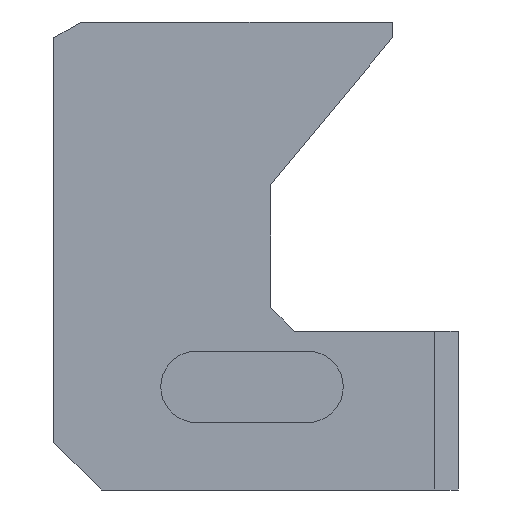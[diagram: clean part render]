
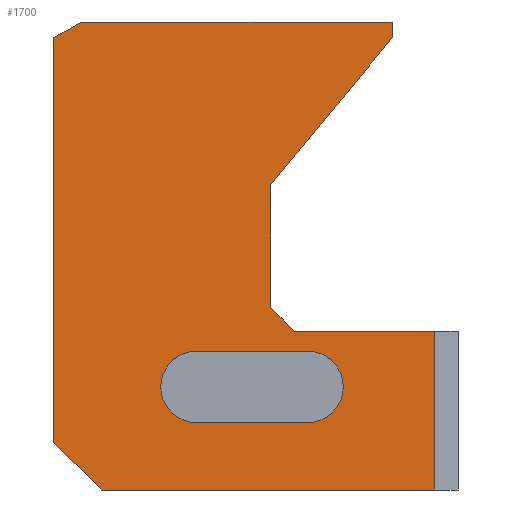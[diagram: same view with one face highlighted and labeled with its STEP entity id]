
A CAD part, front view. The second image highlights one B-rep face of the part: STEP entity #1700.
In plain terms, the highlighted planar face has unit normal (0, -1, 0).
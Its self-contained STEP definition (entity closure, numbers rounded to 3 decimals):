
#20 = AXIS2_PLACEMENT_3D ( 'NONE', #1953, #1980, #67 ) ;
#67 = DIRECTION ( 'NONE',  ( 0., 0., -1. ) ) ;
#98 = AXIS2_PLACEMENT_3D ( 'NONE', #2182, #1270, #424 ) ;
#171 = VECTOR ( 'NONE', #2044, 1000. ) ;
#193 = PLANE ( 'NONE',  #527 ) ;
#216 = VERTEX_POINT ( 'NONE', #2126 ) ;
#230 = LINE ( 'NONE', #2543, #1671 ) ;
#249 = VERTEX_POINT ( 'NONE', #2315 ) ;
#265 = CARTESIAN_POINT ( 'NONE',  ( 1.1, 17., -33. ) ) ;
#270 = VECTOR ( 'NONE', #1235, 1000. ) ;
#287 = LINE ( 'NONE', #2689, #2122 ) ;
#321 = VERTEX_POINT ( 'NONE', #542 ) ;
#338 = VERTEX_POINT ( 'NONE', #1602 ) ;
#361 = VERTEX_POINT ( 'NONE', #930 ) ;
#364 = DIRECTION ( 'NONE',  ( 0., 0., -1. ) ) ;
#404 = LINE ( 'NONE', #1448, #1781 ) ;
#424 = DIRECTION ( 'NONE',  ( 0., 0., -1. ) ) ;
#426 = CARTESIAN_POINT ( 'NONE',  ( 0., 17., -35.5 ) ) ;
#459 = EDGE_LOOP ( 'NONE', ( #2702, #2017, #486, #2066 ) ) ;
#463 = EDGE_CURVE ( 'NONE', #1726, #2432, #1667, .T. ) ;
#480 = ORIENTED_EDGE ( 'NONE', *, *, #751, .F. ) ;
#483 = DIRECTION ( 'NONE',  ( 0.707, 0., -0.707 ) ) ;
#486 = ORIENTED_EDGE ( 'NONE', *, *, #1482, .F. ) ;
#487 = CARTESIAN_POINT ( 'NONE',  ( 13.45, 17., 6. ) ) ;
#516 = DIRECTION ( 'NONE',  ( 0., 0., 1. ) ) ;
#527 = AXIS2_PLACEMENT_3D ( 'NONE', #1876, #2262, #364 ) ;
#542 = CARTESIAN_POINT ( 'NONE',  ( -25.75, 17., 6. ) ) ;
#575 = EDGE_CURVE ( 'NONE', #2667, #2272, #1320, .T. ) ;
#582 = ORIENTED_EDGE ( 'NONE', *, *, #463, .F. ) ;
#584 = EDGE_CURVE ( 'NONE', #2272, #361, #230, .T. ) ;
#592 = DIRECTION ( 'NONE',  ( 0., 0., 1. ) ) ;
#595 = CARTESIAN_POINT ( 'NONE',  ( 13.45, 17., 4. ) ) ;
#620 = CARTESIAN_POINT ( 'NONE',  ( -1.9, 17., -30. ) ) ;
#734 = EDGE_LOOP ( 'NONE', ( #2569, #480, #2204, #1872, #1753, #1566, #2603, #582, #944, #1941, #1686 ) ) ;
#747 = EDGE_CURVE ( 'NONE', #1726, #2256, #979, .T. ) ;
#749 = CARTESIAN_POINT ( 'NONE',  ( 18.75, 17., -33. ) ) ;
#751 = EDGE_CURVE ( 'NONE', #321, #991, #287, .T. ) ;
#850 = EDGE_CURVE ( 'NONE', #2158, #321, #1317, .T. ) ;
#930 = CARTESIAN_POINT ( 'NONE',  ( 2.75, 17., -44.5 ) ) ;
#944 = ORIENTED_EDGE ( 'NONE', *, *, #747, .T. ) ;
#945 = LINE ( 'NONE', #2417, #1070 ) ;
#975 = VECTOR ( 'NONE', #1336, 1000. ) ;
#979 = LINE ( 'NONE', #2447, #975 ) ;
#984 = CARTESIAN_POINT ( 'NONE',  ( 18.75, 17., -33. ) ) ;
#988 = FACE_BOUND ( 'NONE', #459, .T. ) ;
#991 = VERTEX_POINT ( 'NONE', #487 ) ;
#1007 = CARTESIAN_POINT ( 'NONE',  ( -29.25, 17., -53. ) ) ;
#1010 = LINE ( 'NONE', #2046, #2345 ) ;
#1060 = EDGE_CURVE ( 'NONE', #2553, #2158, #2727, .T. ) ;
#1061 = CARTESIAN_POINT ( 'NONE',  ( -29.25, 17., 4. ) ) ;
#1065 = VECTOR ( 'NONE', #2582, 1000. ) ;
#1070 = VECTOR ( 'NONE', #2634, 1000. ) ;
#1208 = VECTOR ( 'NONE', #483, 1000. ) ;
#1229 = DIRECTION ( 'NONE',  ( 1., 0., 0. ) ) ;
#1235 = DIRECTION ( 'NONE',  ( 1., 0., 0. ) ) ;
#1250 = CARTESIAN_POINT ( 'NONE',  ( -29.25, 17., -47. ) ) ;
#1258 = EDGE_CURVE ( 'NONE', #2068, #2575, #945, .T. ) ;
#1270 = DIRECTION ( 'NONE',  ( 0., -1., 0. ) ) ;
#1295 = EDGE_CURVE ( 'NONE', #338, #2432, #2205, .T. ) ;
#1317 = LINE ( 'NONE', #2338, #1065 ) ;
#1320 = CIRCLE ( 'NONE', #98, 4.5 ) ;
#1336 = DIRECTION ( 'NONE',  ( -0.707, 0., 0.707 ) ) ;
#1432 = CARTESIAN_POINT ( 'NONE',  ( -1.9, 17., -14.5 ) ) ;
#1445 = FACE_OUTER_BOUND ( 'NONE', #734, .T. ) ;
#1448 = CARTESIAN_POINT ( 'NONE',  ( -1.9, 17., -53. ) ) ;
#1482 = EDGE_CURVE ( 'NONE', #361, #249, #2661, .T. ) ;
#1521 = CARTESIAN_POINT ( 'NONE',  ( -11.25, 17., -44.5 ) ) ;
#1566 = ORIENTED_EDGE ( 'NONE', *, *, #1801, .T. ) ;
#1602 = CARTESIAN_POINT ( 'NONE',  ( 18.75, 17., -53. ) ) ;
#1622 = EDGE_CURVE ( 'NONE', #991, #2068, #1010, .T. ) ;
#1646 = LINE ( 'NONE', #426, #270 ) ;
#1667 = LINE ( 'NONE', #2464, #171 ) ;
#1671 = VECTOR ( 'NONE', #2590, 1000. ) ;
#1686 = ORIENTED_EDGE ( 'NONE', *, *, #1258, .F. ) ;
#1700 = ADVANCED_FACE ( 'NONE', ( #988, #1445 ), #193, .T. ) ;
#1726 = VERTEX_POINT ( 'NONE', #265 ) ;
#1734 = CARTESIAN_POINT ( 'NONE',  ( -2.5, 17., -73.75 ) ) ;
#1753 = ORIENTED_EDGE ( 'NONE', *, *, #1988, .T. ) ;
#1781 = VECTOR ( 'NONE', #2535, 1000. ) ;
#1789 = EDGE_CURVE ( 'NONE', #2256, #2575, #404, .T. ) ;
#1801 = EDGE_CURVE ( 'NONE', #216, #338, #2092, .T. ) ;
#1826 = DIRECTION ( 'NONE',  ( 0., 0., -1. ) ) ;
#1872 = ORIENTED_EDGE ( 'NONE', *, *, #1060, .F. ) ;
#1876 = CARTESIAN_POINT ( 'NONE',  ( 18.25, 17., -53. ) ) ;
#1878 = DIRECTION ( 'NONE',  ( 1., 0., 0. ) ) ;
#1941 = ORIENTED_EDGE ( 'NONE', *, *, #1789, .T. ) ;
#1953 = CARTESIAN_POINT ( 'NONE',  ( 2.75, 17., -40. ) ) ;
#1965 = LINE ( 'NONE', #1734, #1208 ) ;
#1980 = DIRECTION ( 'NONE',  ( 0., -1., 0. ) ) ;
#1988 = EDGE_CURVE ( 'NONE', #2553, #216, #1965, .T. ) ;
#2017 = ORIENTED_EDGE ( 'NONE', *, *, #2498, .T. ) ;
#2044 = DIRECTION ( 'NONE',  ( 1., 0., 0. ) ) ;
#2046 = CARTESIAN_POINT ( 'NONE',  ( 13.45, 17., 6. ) ) ;
#2066 = ORIENTED_EDGE ( 'NONE', *, *, #584, .F. ) ;
#2068 = VERTEX_POINT ( 'NONE', #595 ) ;
#2092 = LINE ( 'NONE', #2690, #2664 ) ;
#2122 = VECTOR ( 'NONE', #1878, 1000. ) ;
#2126 = CARTESIAN_POINT ( 'NONE',  ( -23.25, 17., -53. ) ) ;
#2136 = CARTESIAN_POINT ( 'NONE',  ( -11.25, 17., -35.5 ) ) ;
#2158 = VERTEX_POINT ( 'NONE', #1061 ) ;
#2182 = CARTESIAN_POINT ( 'NONE',  ( -11.25, 17., -40. ) ) ;
#2204 = ORIENTED_EDGE ( 'NONE', *, *, #850, .F. ) ;
#2205 = LINE ( 'NONE', #984, #2390 ) ;
#2256 = VERTEX_POINT ( 'NONE', #620 ) ;
#2262 = DIRECTION ( 'NONE',  ( 0., -1., 0. ) ) ;
#2272 = VERTEX_POINT ( 'NONE', #1521 ) ;
#2315 = CARTESIAN_POINT ( 'NONE',  ( 2.75, 17., -35.5 ) ) ;
#2338 = CARTESIAN_POINT ( 'NONE',  ( -29.25, 17., 4. ) ) ;
#2345 = VECTOR ( 'NONE', #1826, 1000. ) ;
#2390 = VECTOR ( 'NONE', #516, 1000. ) ;
#2417 = CARTESIAN_POINT ( 'NONE',  ( 13.45, 17., 4. ) ) ;
#2432 = VERTEX_POINT ( 'NONE', #749 ) ;
#2447 = CARTESIAN_POINT ( 'NONE',  ( 1.1, 17., -33. ) ) ;
#2464 = CARTESIAN_POINT ( 'NONE',  ( 18.25, 17., -33. ) ) ;
#2498 = EDGE_CURVE ( 'NONE', #2667, #249, #1646, .T. ) ;
#2535 = DIRECTION ( 'NONE',  ( 0., 0., 1. ) ) ;
#2543 = CARTESIAN_POINT ( 'NONE',  ( 0., 17., -44.5 ) ) ;
#2553 = VERTEX_POINT ( 'NONE', #1250 ) ;
#2569 = ORIENTED_EDGE ( 'NONE', *, *, #1622, .F. ) ;
#2575 = VERTEX_POINT ( 'NONE', #1432 ) ;
#2582 = DIRECTION ( 'NONE',  ( 0.868, 0., 0.496 ) ) ;
#2590 = DIRECTION ( 'NONE',  ( 1., 0., 0. ) ) ;
#2603 = ORIENTED_EDGE ( 'NONE', *, *, #1295, .T. ) ;
#2634 = DIRECTION ( 'NONE',  ( -0.639, 0., -0.77 ) ) ;
#2658 = VECTOR ( 'NONE', #592, 1000. ) ;
#2661 = CIRCLE ( 'NONE', #20, 4.5 ) ;
#2664 = VECTOR ( 'NONE', #1229, 1000. ) ;
#2667 = VERTEX_POINT ( 'NONE', #2136 ) ;
#2689 = CARTESIAN_POINT ( 'NONE',  ( -29.25, 17., 6. ) ) ;
#2690 = CARTESIAN_POINT ( 'NONE',  ( 18.25, 17., -53. ) ) ;
#2702 = ORIENTED_EDGE ( 'NONE', *, *, #575, .F. ) ;
#2727 = LINE ( 'NONE', #1007, #2658 ) ;
